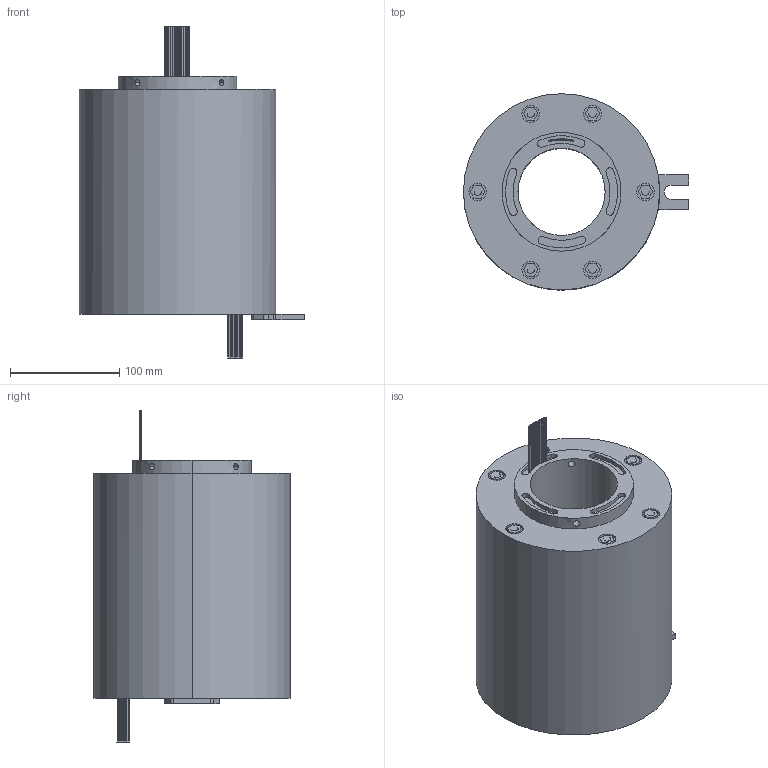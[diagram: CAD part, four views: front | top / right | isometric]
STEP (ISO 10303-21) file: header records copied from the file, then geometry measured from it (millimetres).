
FILE_DESCRIPTION (( 'STEP AP203' ), '1' );
FILE_NAME ('580-1224 Rev CI.STEP', '2013-09-17T20:22:10', ( '' ), ( '' ), 'SwSTEP 2.0', 'SolidWorks 2013', '' );
FILE_SCHEMA (( 'CONFIG_CONTROL_DESIGN' ));
Length unit declared in the file: millimetre
Products named in the file (1): 580-1224 Rev CI
Bounding box: 206.5 x 180 x 304.5 mm (x, y, z)
Volume: 4263388.6 mm3; surface area: 230250.3 mm2
Topology: 1 solids, 2 shells, 306 faces, 706 edges, 470 vertices
Faces by surface type: cylinder 175, plane 131
Entity records: 9387 total; most frequent: CARTESIAN_POINT 1995, DIRECTION 1642, ORIENTED_EDGE 1412, EDGE_CURVE 706, AXIS2_PLACEMENT_3D 645, VERTEX_POINT 470, EDGE_LOOP 382, LINE 352
